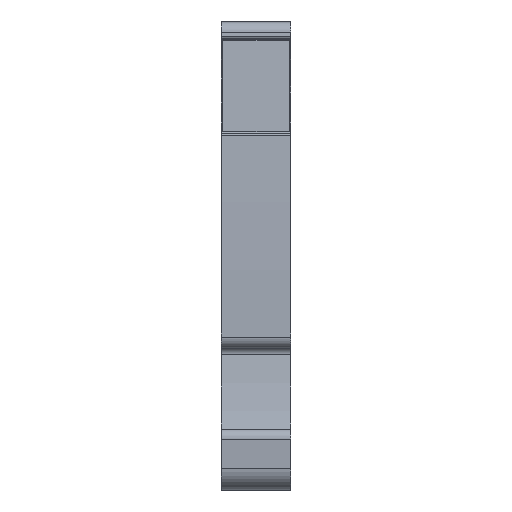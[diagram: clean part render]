
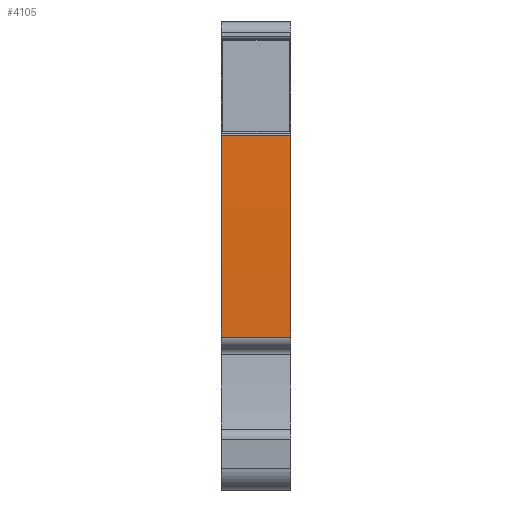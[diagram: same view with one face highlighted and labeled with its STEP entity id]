
A CAD part, front view. The second image highlights one B-rep face of the part: STEP entity #4105.
In plain terms, the highlighted cylindrical face has radius 248.5 mm (diameter 497 mm), a partial arc.
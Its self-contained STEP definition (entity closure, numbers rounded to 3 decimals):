
#1477=AXIS2_PLACEMENT_3D('Circle Axis2P3D',#1475,#1476,$) ;
#2081=AXIS2_PLACEMENT_3D('Cylinder Axis2P3D',#2078,#2079,#2080) ;
#4096=AXIS2_PLACEMENT_3D('Circle Axis2P3D',#4094,#4095,$) ;
#1472=CARTESIAN_POINT('Vertex',(0.,1.522,13.435)) ;
#1475=CARTESIAN_POINT('Axis2P3D Location',(0.,249.996,17.05)) ;
#1479=CARTESIAN_POINT('Vertex',(0.,1.896,31.153)) ;
#2078=CARTESIAN_POINT('Axis2P3D Location',(3.05,249.996,17.05)) ;
#4066=CARTESIAN_POINT('Line Origine',(3.05,1.896,31.153)) ;
#4070=CARTESIAN_POINT('Vertex',(6.1,1.896,31.153)) ;
#4087=CARTESIAN_POINT('Line Origine',(3.05,1.522,13.435)) ;
#4091=CARTESIAN_POINT('Vertex',(6.1,1.522,13.435)) ;
#4094=CARTESIAN_POINT('Axis2P3D Location',(6.1,249.996,17.05)) ;
#1476=DIRECTION('Axis2P3D Direction',(1.,0.,0.)) ;
#2079=DIRECTION('Axis2P3D Direction',(1.,0.,0.)) ;
#2080=DIRECTION('Axis2P3D XDirection',(0.,-0.996,0.093)) ;
#4067=DIRECTION('Vector Direction',(1.,0.,0.)) ;
#4088=DIRECTION('Vector Direction',(1.,0.,0.)) ;
#4095=DIRECTION('Axis2P3D Direction',(1.,0.,0.)) ;
#4068=VECTOR('Line Direction',#4067,1.) ;
#4089=VECTOR('Line Direction',#4088,1.) ;
#4100=ORIENTED_EDGE('',*,*,#4072,.F.) ;
#4101=ORIENTED_EDGE('',*,*,#1481,.T.) ;
#4102=ORIENTED_EDGE('',*,*,#4093,.T.) ;
#4103=ORIENTED_EDGE('',*,*,#4098,.F.) ;
#4105=ADVANCED_FACE('MLD',(#4104),#2082,.T.) ;
#1478=CIRCLE('generated circle',#1477,248.5) ;
#4097=CIRCLE('generated circle',#4096,248.5) ;
#2082=CYLINDRICAL_SURFACE('generated cylinder',#2081,248.5) ;
#1481=EDGE_CURVE('',#1480,#1473,#1478,.T.) ;
#4072=EDGE_CURVE('',#1480,#4071,#4069,.T.) ;
#4093=EDGE_CURVE('',#1473,#4092,#4090,.T.) ;
#4098=EDGE_CURVE('',#4071,#4092,#4097,.T.) ;
#4099=EDGE_LOOP('',(#4100,#4101,#4102,#4103)) ;
#4104=FACE_OUTER_BOUND('',#4099,.T.) ;
#4069=LINE('Line',#4066,#4068) ;
#4090=LINE('Line',#4087,#4089) ;
#1473=VERTEX_POINT('',#1472) ;
#1480=VERTEX_POINT('',#1479) ;
#4071=VERTEX_POINT('',#4070) ;
#4092=VERTEX_POINT('',#4091) ;
